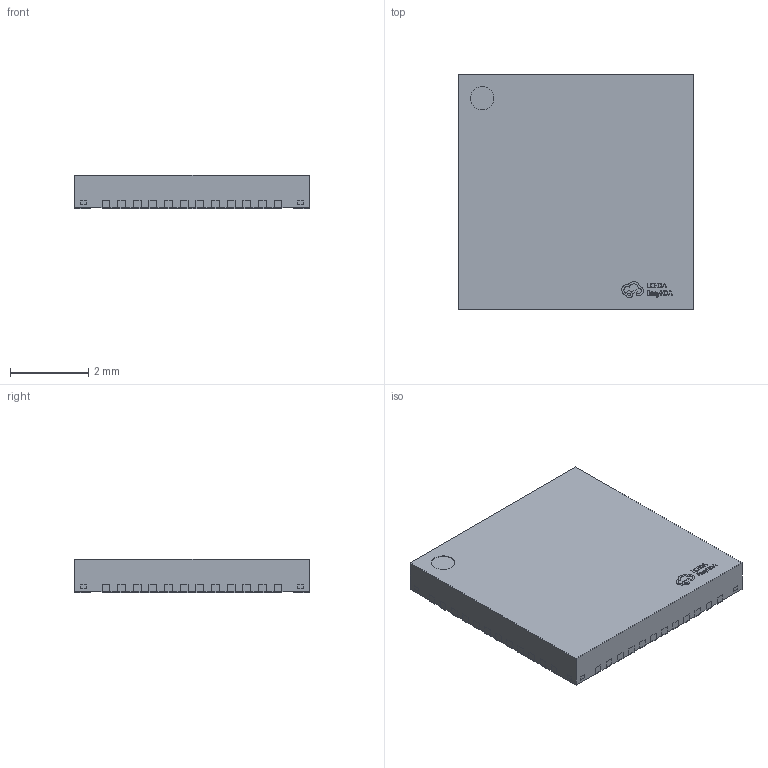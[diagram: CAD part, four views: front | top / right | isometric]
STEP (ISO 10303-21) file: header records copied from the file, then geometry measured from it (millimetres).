
FILE_DESCRIPTION (( 'STEP AP214' ), '1' );
FILE_NAME ('QFN-48_L6.0-W6.0-H0.9-P0.40-BL-EP4.2.step', '2022-07-15T03:29:39', ( '' ), ( '' ), 'SwSTEP 2.0', 'SolidWorks 2020', '' );
FILE_SCHEMA (( 'AUTOMOTIVE_DESIGN' ));
Length unit declared in the file: millimetre
Products named in the file (1): QFN-48_L6.0-W6.0-H0.9-P0.40-BL-EP4.2
Bounding box: 6 x 6 x 0.85 mm (x, y, z)
Surface area: 164 mm2
Topology: 111 solids, 111 shells, 1369 faces, 3425 edges, 2294 vertices
Faces by surface type: plane 967, cylinder 290, bspline 112
Entity records: 57355 total; most frequent: CARTESIAN_POINT 9194, ORIENTED_EDGE 6850, DIRECTION 6292, EDGE_CURVE 3425, VECTOR 2616, LINE 2616, VERTEX_POINT 2294, AXIS2_PLACEMENT_3D 1838
